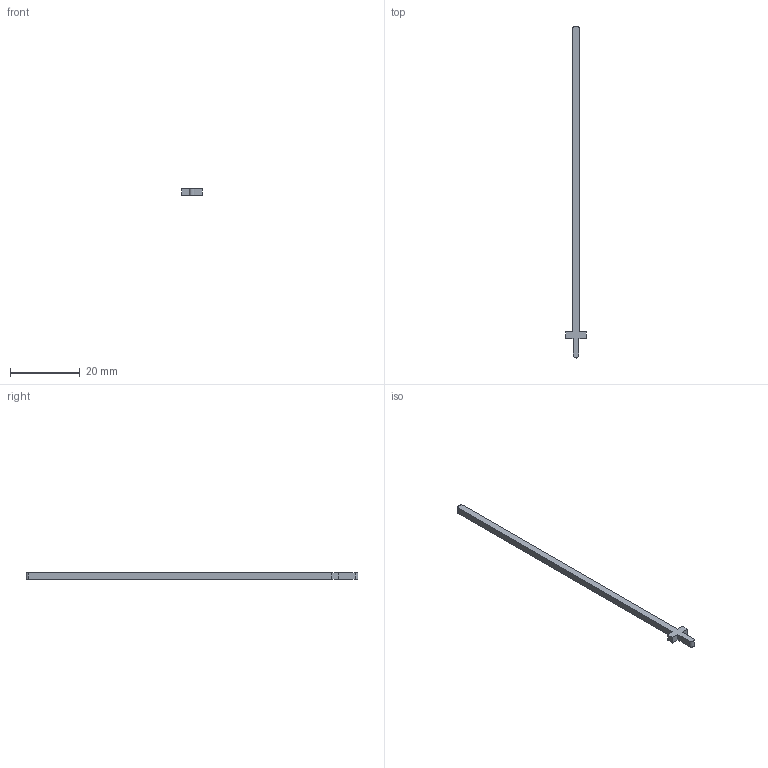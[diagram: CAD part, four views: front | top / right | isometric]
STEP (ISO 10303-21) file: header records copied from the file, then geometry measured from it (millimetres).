
FILE_DESCRIPTION(/* description */ (''),/* implementation_level */ '2;1');
FILE_NAME(/* name */ 'soden-tetto-hashira.step',/* time_stamp */ '2026-02-15T23:18:32+09:00',/* author */ (''),/* organization */ (''),/* preprocessor_version */ 'ST-DEVELOPER v20.1',/* originating_system */ 'Autodesk Translation Framework v14.24.0.0',/* authorisation */ '');
FILE_SCHEMA (('AUTOMOTIVE_DESIGN { 1 0 10303 214 3 1 1 }'));
Length unit declared in the file: millimetre
Products named in the file (1): soden-tetto
Bounding box: 6 x 95 x 1.92 mm (x, y, z)
Volume: 359.1 mm3; surface area: 759.3 mm2
Topology: 1 solids, 1 shells, 16 faces, 42 edges, 28 vertices
Faces by surface type: plane 13, cylinder 3
Entity records: 525 total; most frequent: CARTESIAN_POINT 87, ORIENTED_EDGE 84, DIRECTION 82, EDGE_CURVE 42, LINE 36, VECTOR 36, VERTEX_POINT 28, AXIS2_PLACEMENT_3D 23
